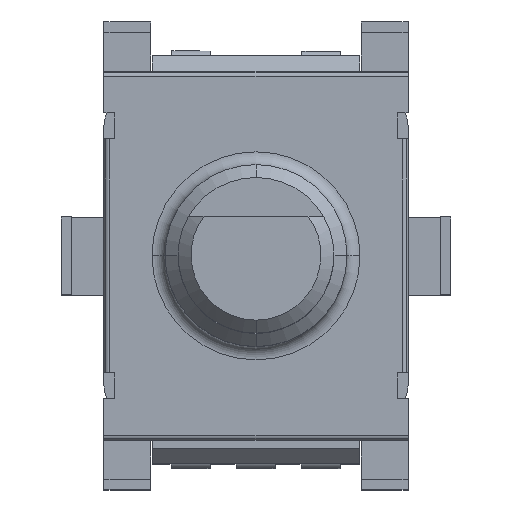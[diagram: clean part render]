
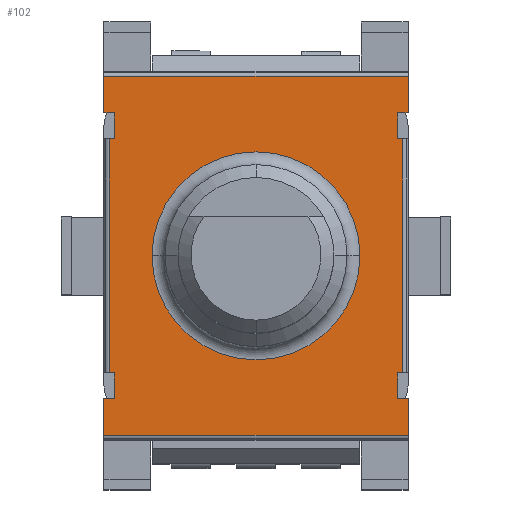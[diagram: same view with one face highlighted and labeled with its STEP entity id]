
A CAD part, top view. The second image highlights one B-rep face of the part: STEP entity #102.
In plain terms, the highlighted planar face has unit normal (0, 0, 1).
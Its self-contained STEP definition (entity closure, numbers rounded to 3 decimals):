
#102=ADVANCED_FACE('',(#844,#845),#846,.T.);
#844=FACE_OUTER_BOUND('',#2260,.T.);
#845=FACE_BOUND('',#2261,.T.);
#846=PLANE('',#2262);
#2260=EDGE_LOOP('',(#5355,#5356,#5357,#5358,#5359,#5360,#5361,#5362,#5363,#5364,#5365,#5366,#5367,#5368,#5369,#5370,#5371,#5372,#5373,#5374));
#2261=EDGE_LOOP('',(#5375,#5376));
#2262=AXIS2_PLACEMENT_3D('',#5377,#5378,#5379);
#5355=ORIENTED_EDGE('',*,*,#11001,.F.);
#5356=ORIENTED_EDGE('',*,*,#11002,.F.);
#5357=ORIENTED_EDGE('',*,*,#11003,.F.);
#5358=ORIENTED_EDGE('',*,*,#11004,.T.);
#5359=ORIENTED_EDGE('',*,*,#10782,.F.);
#5360=ORIENTED_EDGE('',*,*,#11005,.T.);
#5361=ORIENTED_EDGE('',*,*,#11006,.F.);
#5362=ORIENTED_EDGE('',*,*,#11007,.F.);
#5363=ORIENTED_EDGE('',*,*,#11008,.F.);
#5364=ORIENTED_EDGE('',*,*,#10762,.F.);
#5365=ORIENTED_EDGE('',*,*,#11009,.F.);
#5366=ORIENTED_EDGE('',*,*,#11010,.F.);
#5367=ORIENTED_EDGE('',*,*,#11011,.F.);
#5368=ORIENTED_EDGE('',*,*,#11012,.T.);
#5369=ORIENTED_EDGE('',*,*,#10758,.F.);
#5370=ORIENTED_EDGE('',*,*,#11013,.T.);
#5371=ORIENTED_EDGE('',*,*,#11014,.F.);
#5372=ORIENTED_EDGE('',*,*,#11000,.F.);
#5373=ORIENTED_EDGE('',*,*,#11015,.F.);
#5374=ORIENTED_EDGE('',*,*,#10786,.F.);
#5375=ORIENTED_EDGE('',*,*,#11016,.T.);
#5376=ORIENTED_EDGE('',*,*,#11017,.T.);
#5377=CARTESIAN_POINT('',(1.783,-3.822,4.9));
#5378=DIRECTION('',(0.0,0.0,1.0));
#5379=DIRECTION('',(1.0,0.0,0.0));
#10758=EDGE_CURVE('',#12738,#12740,#12741,.T.);
#10762=EDGE_CURVE('',#12746,#12748,#12749,.T.);
#10782=EDGE_CURVE('',#12786,#12788,#12789,.T.);
#10786=EDGE_CURVE('',#12794,#12796,#12797,.T.);
#11000=EDGE_CURVE('',#13191,#13189,#13193,.T.);
#11001=EDGE_CURVE('',#13194,#12794,#13195,.T.);
#11002=EDGE_CURVE('',#13196,#13194,#13197,.T.);
#11003=EDGE_CURVE('',#13198,#13196,#13199,.T.);
#11004=EDGE_CURVE('',#13198,#12788,#13200,.T.);
#11005=EDGE_CURVE('',#12786,#13201,#13202,.T.);
#11006=EDGE_CURVE('',#13203,#13201,#13204,.T.);
#11007=EDGE_CURVE('',#13205,#13203,#13206,.T.);
#11008=EDGE_CURVE('',#12748,#13205,#13207,.T.);
#11009=EDGE_CURVE('',#13208,#12746,#13209,.T.);
#11010=EDGE_CURVE('',#13210,#13208,#13211,.T.);
#11011=EDGE_CURVE('',#13212,#13210,#13213,.T.);
#11012=EDGE_CURVE('',#13212,#12740,#13214,.T.);
#11013=EDGE_CURVE('',#12738,#13215,#13216,.T.);
#11014=EDGE_CURVE('',#13189,#13215,#13217,.T.);
#11015=EDGE_CURVE('',#12796,#13191,#13218,.T.);
#11016=EDGE_CURVE('',#13219,#13220,#13221,.T.);
#11017=EDGE_CURVE('',#13220,#13219,#13222,.T.);
#12738=VERTEX_POINT('',#15926);
#12740=VERTEX_POINT('',#15928);
#12741=LINE('',#15929,#15930);
#12746=VERTEX_POINT('',#15936);
#12748=VERTEX_POINT('',#15938);
#12749=LINE('',#15939,#15940);
#12786=VERTEX_POINT('',#15986);
#12788=VERTEX_POINT('',#15988);
#12789=LINE('',#15989,#15990);
#12794=VERTEX_POINT('',#15996);
#12796=VERTEX_POINT('',#15998);
#12797=LINE('',#15999,#16000);
#13189=VERTEX_POINT('',#16572);
#13191=VERTEX_POINT('',#16575);
#13193=LINE('',#16578,#16579);
#13194=VERTEX_POINT('',#16580);
#13195=LINE('',#16581,#16582);
#13196=VERTEX_POINT('',#16583);
#13197=LINE('',#16584,#16585);
#13198=VERTEX_POINT('',#16586);
#13199=LINE('',#16587,#16588);
#13200=LINE('',#16589,#16590);
#13201=VERTEX_POINT('',#16591);
#13202=LINE('',#16592,#16593);
#13203=VERTEX_POINT('',#16594);
#13204=LINE('',#16595,#16596);
#13205=VERTEX_POINT('',#16597);
#13206=LINE('',#16598,#16599);
#13207=LINE('',#16600,#16601);
#13208=VERTEX_POINT('',#16602);
#13209=LINE('',#16603,#16604);
#13210=VERTEX_POINT('',#16605);
#13211=LINE('',#16606,#16607);
#13212=VERTEX_POINT('',#16608);
#13213=LINE('',#16609,#16610);
#13214=LINE('',#16611,#16612);
#13215=VERTEX_POINT('',#16613);
#13216=LINE('',#16614,#16615);
#13217=LINE('',#16616,#16617);
#13218=LINE('',#16618,#16619);
#13219=VERTEX_POINT('',#16620);
#13220=VERTEX_POINT('',#16621);
#13221=CIRCLE('',#16622,4.);
#13222=CIRCLE('',#16623,4.);
#15926=CARTESIAN_POINT('',(7.633,-10.722,4.9));
#15928=CARTESIAN_POINT('',(-4.067,-10.722,4.9));
#15929=CARTESIAN_POINT('',(7.633,-10.722,4.9));
#15930=VECTOR('',#21058,11.7);
#15936=CARTESIAN_POINT('',(-3.867,-8.322,4.9));
#15938=CARTESIAN_POINT('',(-3.867,0.678,4.9));
#15939=CARTESIAN_POINT('',(-3.867,-8.322,4.9));
#15940=VECTOR('',#21066,9.0);
#15986=CARTESIAN_POINT('',(-4.067,3.078,4.9));
#15988=CARTESIAN_POINT('',(7.633,3.078,4.9));
#15989=CARTESIAN_POINT('',(-4.067,3.078,4.9));
#15990=VECTOR('',#21106,11.7);
#15996=CARTESIAN_POINT('',(7.433,0.678,4.9));
#15998=CARTESIAN_POINT('',(7.433,-8.322,4.9));
#15999=CARTESIAN_POINT('',(7.433,0.678,4.9));
#16000=VECTOR('',#21114,9.0);
#16572=CARTESIAN_POINT('',(7.233,-9.322,4.9));
#16575=CARTESIAN_POINT('',(7.233,-8.322,4.9));
#16578=CARTESIAN_POINT('',(7.233,-8.322,4.9));
#16579=VECTOR('',#21422,1.0);
#16580=CARTESIAN_POINT('',(7.233,0.678,4.9));
#16581=CARTESIAN_POINT('',(7.233,0.678,4.9));
#16582=VECTOR('',#21423,0.2);
#16583=CARTESIAN_POINT('',(7.233,1.678,4.9));
#16584=CARTESIAN_POINT('',(7.233,1.678,4.9));
#16585=VECTOR('',#21424,1.0);
#16586=CARTESIAN_POINT('',(7.633,1.678,4.9));
#16587=CARTESIAN_POINT('',(7.633,1.678,4.9));
#16588=VECTOR('',#21425,0.4);
#16589=CARTESIAN_POINT('',(7.633,1.678,4.9));
#16590=VECTOR('',#21426,1.4);
#16591=CARTESIAN_POINT('',(-4.067,1.678,4.9));
#16592=CARTESIAN_POINT('',(-4.067,3.078,4.9));
#16593=VECTOR('',#21427,1.4);
#16594=CARTESIAN_POINT('',(-3.667,1.678,4.9));
#16595=CARTESIAN_POINT('',(-3.667,1.678,4.9));
#16596=VECTOR('',#21428,0.4);
#16597=CARTESIAN_POINT('',(-3.667,0.678,4.9));
#16598=CARTESIAN_POINT('',(-3.667,0.678,4.9));
#16599=VECTOR('',#21429,1.0);
#16600=CARTESIAN_POINT('',(-3.867,0.678,4.9));
#16601=VECTOR('',#21430,0.2);
#16602=CARTESIAN_POINT('',(-3.667,-8.322,4.9));
#16603=CARTESIAN_POINT('',(-3.667,-8.322,4.9));
#16604=VECTOR('',#21431,0.2);
#16605=CARTESIAN_POINT('',(-3.667,-9.322,4.9));
#16606=CARTESIAN_POINT('',(-3.667,-9.322,4.9));
#16607=VECTOR('',#21432,1.0);
#16608=CARTESIAN_POINT('',(-4.067,-9.322,4.9));
#16609=CARTESIAN_POINT('',(-4.067,-9.322,4.9));
#16610=VECTOR('',#21433,0.4);
#16611=CARTESIAN_POINT('',(-4.067,-9.322,4.9));
#16612=VECTOR('',#21434,1.4);
#16613=CARTESIAN_POINT('',(7.633,-9.322,4.9));
#16614=CARTESIAN_POINT('',(7.633,-10.722,4.9));
#16615=VECTOR('',#21435,1.4);
#16616=CARTESIAN_POINT('',(7.233,-9.322,4.9));
#16617=VECTOR('',#21436,0.4);
#16618=CARTESIAN_POINT('',(7.433,-8.322,4.9));
#16619=VECTOR('',#21437,0.2);
#16620=CARTESIAN_POINT('',(5.783,-3.822,4.9));
#16621=CARTESIAN_POINT('',(-2.217,-3.822,4.9));
#16622=AXIS2_PLACEMENT_3D('',#21438,#21439,#21440);
#16623=AXIS2_PLACEMENT_3D('',#21441,#21442,#21443);
#21058=DIRECTION('',(-1.0,0.0,0.0));
#21066=DIRECTION('',(0.0,1.0,0.0));
#21106=DIRECTION('',(1.0,0.0,0.0));
#21114=DIRECTION('',(0.0,-1.0,0.0));
#21422=DIRECTION('',(0.0,-1.0,0.0));
#21423=DIRECTION('',(1.0,0.0,0.0));
#21424=DIRECTION('',(0.0,-1.0,0.0));
#21425=DIRECTION('',(-1.0,0.0,0.0));
#21426=DIRECTION('',(0.0,1.0,0.0));
#21427=DIRECTION('',(0.0,-1.0,0.0));
#21428=DIRECTION('',(-1.0,0.0,0.0));
#21429=DIRECTION('',(0.0,1.0,0.0));
#21430=DIRECTION('',(1.0,0.0,0.0));
#21431=DIRECTION('',(-1.0,0.0,0.0));
#21432=DIRECTION('',(0.0,1.0,0.0));
#21433=DIRECTION('',(1.0,0.0,0.0));
#21434=DIRECTION('',(0.0,-1.0,0.0));
#21435=DIRECTION('',(0.0,1.0,0.0));
#21436=DIRECTION('',(1.0,0.0,0.0));
#21437=DIRECTION('',(-1.0,0.0,0.0));
#21438=CARTESIAN_POINT('',(1.783,-3.822,4.9));
#21439=DIRECTION('',(0.0,0.0,-1.0));
#21440=DIRECTION('',(1.0,0.0,0.0));
#21441=CARTESIAN_POINT('',(1.783,-3.822,4.9));
#21442=DIRECTION('',(0.0,0.0,-1.0));
#21443=DIRECTION('',(-1.0,0.0,0.0));
